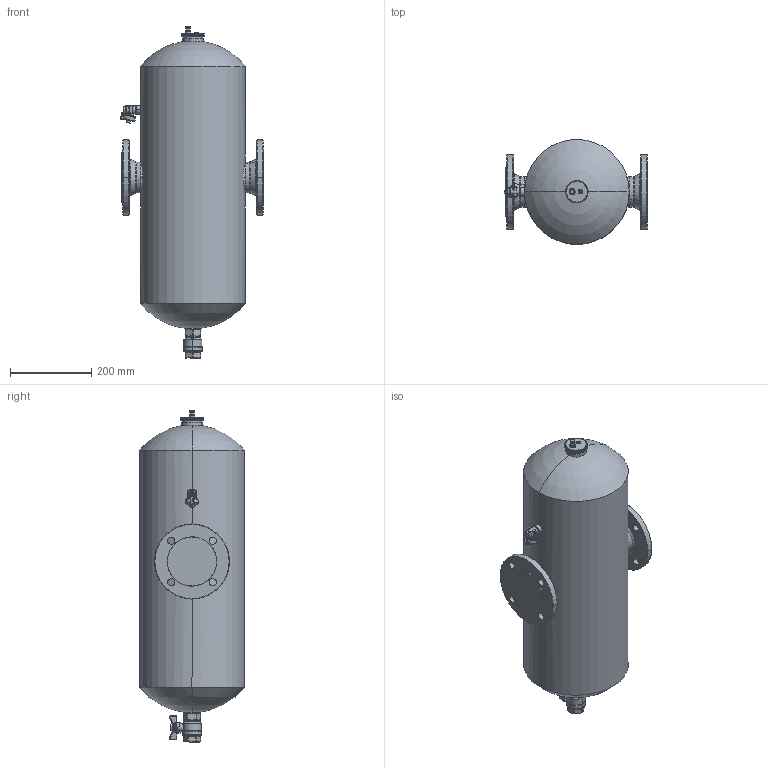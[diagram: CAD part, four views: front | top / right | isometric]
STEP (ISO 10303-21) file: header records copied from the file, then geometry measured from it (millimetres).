
FILE_DESCRIPTION(('CATIA V5 STEP Exchange'),'2;1');
FILE_NAME('STEP_546062_-_TST.stp','2019-11-25T07:03:04+00:00',('none'),('none'),'CATIA Version 5-6 Release 2016 SP4','CATIA V5 STEP AP203','none');
FILE_SCHEMA(('CONFIG_CONTROL_DESIGN'));
Length unit declared in the file: millimetre
Products named in the file (1): 546062 - TST
Bounding box: 354.5 x 258 x 818.5 mm (x, y, z)
Volume: 35466048.4 mm3; surface area: 753528.7 mm2
Topology: 1 solids, 1 shells, 1614 faces, 4329 edges, 2717 vertices
Faces by surface type: cylinder 628, plane 482, bspline 389, cone 40, sphere 39, torus 36
Entity records: 63504 total; most frequent: CARTESIAN_POINT 30446, ORIENTED_EDGE 8590, EDGE_CURVE 4295, DIRECTION 4201, VERTEX_POINT 2717, B_SPLINE_CURVE_WITH_KNOTS 1775, AXIS2_PLACEMENT_3D 1751, EDGE_LOOP 1666
